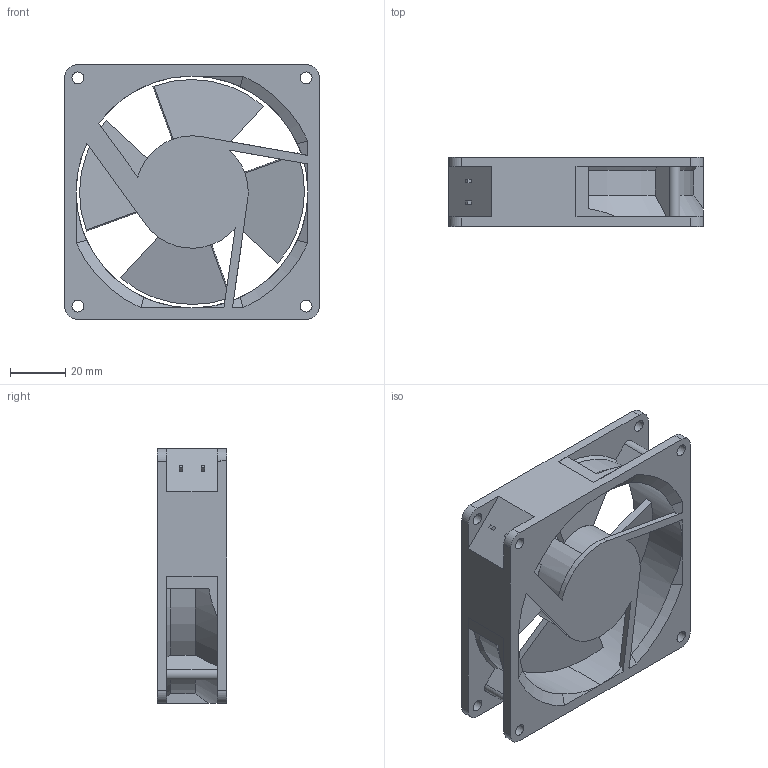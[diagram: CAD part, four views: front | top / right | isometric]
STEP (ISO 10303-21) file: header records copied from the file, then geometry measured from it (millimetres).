
FILE_DESCRIPTION(('starvars output'),'2;1');
FILE_NAME('3610PS-10T-B10-B00_3D.stp','14:05:33 2012/10/17',( 'Thomas Industrial Network Germany GmbH'),( 'Thomas Industrial Network Germany GmbH'),'unknown preprocess','ACIS' ,'unknown authorization');
FILE_SCHEMA(('AUTOMOTIVE_DESIGN_CC2 {UNKNOWN IMPLEMENTATION LEVEL}'));
Length unit declared in the file: millimetre
Products named in the file (1): PRODUCT_ID_1
Bounding box: 92 x 25 x 92 mm (x, y, z)
Volume: 77247.2 mm3; surface area: 37005 mm2
Topology: 1 solids, 1 shells, 145 faces, 410 edges, 270 vertices
Faces by surface type: plane 75, cylinder 53, cone 17
Entity records: 5423 total; most frequent: ORIENTED_EDGE 820, CARTESIAN_POINT 781, DIRECTION 600, EDGE_CURVE 410, VERTEX_POINT 270, VECTOR 206, LINE 206, AXIS2_PLACEMENT_3D 197
